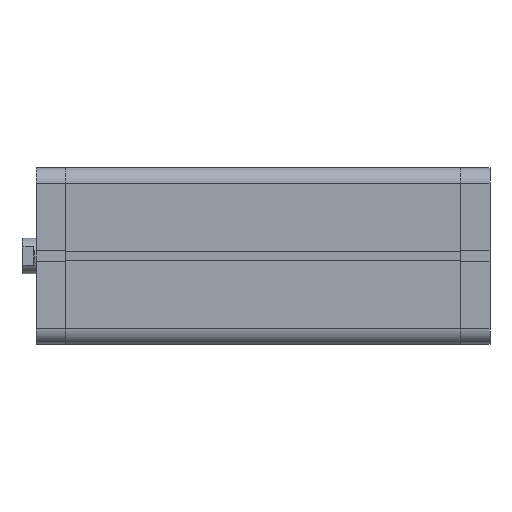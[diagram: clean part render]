
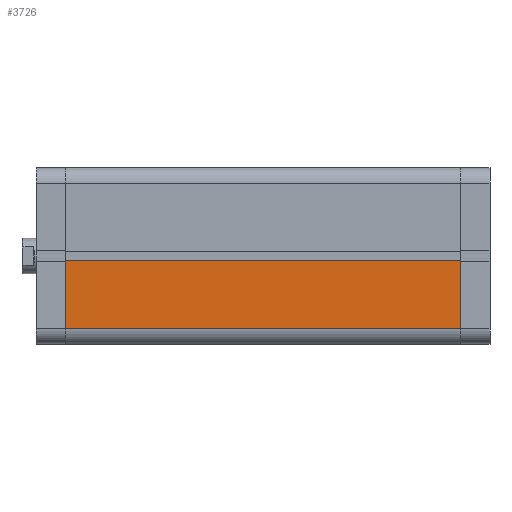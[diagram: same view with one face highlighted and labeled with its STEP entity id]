
A CAD part, front view. The second image highlights one B-rep face of the part: STEP entity #3726.
In plain terms, the highlighted face is planar.
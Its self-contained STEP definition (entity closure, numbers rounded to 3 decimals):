
#388 = ORIENTED_EDGE ( 'NONE', *, *, #4122, .F. ) ;
#389 = ORIENTED_EDGE ( 'NONE', *, *, #4153, .T. ) ;
#392 = ORIENTED_EDGE ( 'NONE', *, *, #4123, .T. ) ;
#393 = ORIENTED_EDGE ( 'NONE', *, *, #4200, .F. ) ;
#602 = VERTEX_POINT ( 'NONE', #886 ) ;
#633 = VERTEX_POINT ( 'NONE', #917 ) ;
#799 = VERTEX_POINT ( 'NONE', #1083 ) ;
#849 = VERTEX_POINT ( 'NONE', #1133 ) ;
#886 = CARTESIAN_POINT ( 'NONE',  ( 50., -41., 0. ) ) ;
#917 = CARTESIAN_POINT ( 'NONE',  ( 50., -2.6, 0. ) ) ;
#1083 = CARTESIAN_POINT ( 'NONE',  ( 50., -41., 223.5 ) ) ;
#1133 = CARTESIAN_POINT ( 'NONE',  ( 50., -2.6, 223.5 ) ) ;
#1934 = PLANE ( 'NONE',  #4491 ) ;
#1937 = CARTESIAN_POINT ( 'NONE',  ( 50., -2.6, 223.5 ) ) ;
#1943 = DIRECTION ( 'NONE',  ( -1., 0., 0. ) ) ;
#1944 = DIRECTION ( 'NONE',  ( 0., -1., 0. ) ) ;
#2726 = FACE_OUTER_BOUND ( 'NONE', #3120, .T. ) ;
#3120 = EDGE_LOOP ( 'NONE', ( #389, #388, #393, #392 ) ) ;
#3726 = ADVANCED_FACE ( 'NONE', ( #2726 ), #1934, .F. ) ;
#4122 = EDGE_CURVE ( 'NONE', #849, #633, #6163, .T. ) ;
#4123 = EDGE_CURVE ( 'NONE', #799, #602, #6165, .T. ) ;
#4153 = EDGE_CURVE ( 'NONE', #602, #633, #6196, .T. ) ;
#4200 = EDGE_CURVE ( 'NONE', #799, #849, #6306, .T. ) ;
#4491 = AXIS2_PLACEMENT_3D ( 'NONE', #1937, #1943, #1944 ) ;
#5610 = CARTESIAN_POINT ( 'NONE',  ( 50., -2.6, 223.5 ) ) ;
#5612 = CARTESIAN_POINT ( 'NONE',  ( 50., -41., 223.5 ) ) ;
#5613 = DIRECTION ( 'NONE',  ( 0., 0., -1. ) ) ;
#5615 = DIRECTION ( 'NONE',  ( 0., 0., -1. ) ) ;
#5681 = CARTESIAN_POINT ( 'NONE',  ( 50., -2.6, 0. ) ) ;
#5682 = DIRECTION ( 'NONE',  ( 0., 1., 0. ) ) ;
#5787 = CARTESIAN_POINT ( 'NONE',  ( 50., -2.6, 223.5 ) ) ;
#5788 = DIRECTION ( 'NONE',  ( 0., 1., 0. ) ) ;
#6163 = LINE ( 'NONE', #5610, #6168 ) ;
#6165 = LINE ( 'NONE', #5612, #6170 ) ;
#6168 = VECTOR ( 'NONE', #5613, 1000. ) ;
#6170 = VECTOR ( 'NONE', #5615, 1000. ) ;
#6196 = LINE ( 'NONE', #5681, #6205 ) ;
#6205 = VECTOR ( 'NONE', #5682, 1000. ) ;
#6306 = LINE ( 'NONE', #5787, #6307 ) ;
#6307 = VECTOR ( 'NONE', #5788, 1000. ) ;
